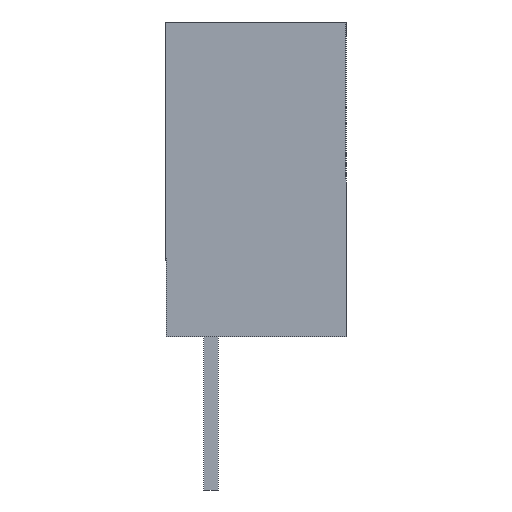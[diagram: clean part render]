
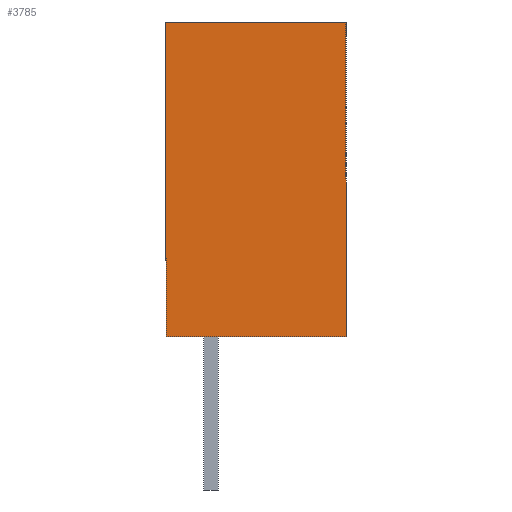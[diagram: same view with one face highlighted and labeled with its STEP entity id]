
A CAD part, left-side view. The second image highlights one B-rep face of the part: STEP entity #3785.
In plain terms, the highlighted planar face has unit normal (-1, 0, 0).
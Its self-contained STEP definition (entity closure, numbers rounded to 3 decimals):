
#662 = VERTEX_POINT('',#663);
#663 = CARTESIAN_POINT('',(-20.574,8.89,2.54));
#669 = EDGE_CURVE('',#662,#670,#672,.T.);
#670 = VERTEX_POINT('',#671);
#671 = CARTESIAN_POINT('',(-20.574,0.,2.54));
#672 = LINE('',#673,#674);
#673 = CARTESIAN_POINT('',(-20.574,8.89,2.54));
#674 = VECTOR('',#675,1.);
#675 = DIRECTION('',(0.,-1.,0.));
#710 = VERTEX_POINT('',#711);
#711 = CARTESIAN_POINT('',(-20.574,0.,-2.54));
#717 = EDGE_CURVE('',#718,#710,#720,.T.);
#718 = VERTEX_POINT('',#719);
#719 = CARTESIAN_POINT('',(-20.574,8.89,-2.54));
#720 = LINE('',#721,#722);
#721 = CARTESIAN_POINT('',(-20.574,8.89,-2.54));
#722 = VECTOR('',#723,1.);
#723 = DIRECTION('',(0.,-1.,0.));
#834 = EDGE_CURVE('',#710,#670,#835,.T.);
#835 = LINE('',#836,#837);
#836 = CARTESIAN_POINT('',(-20.574,0.,-2.54));
#837 = VECTOR('',#838,1.);
#838 = DIRECTION('',(0.,0.,1.));
#3207 = EDGE_CURVE('',#718,#662,#3208,.T.);
#3208 = LINE('',#3209,#3210);
#3209 = CARTESIAN_POINT('',(-20.574,8.89,-2.54));
#3210 = VECTOR('',#3211,1.);
#3211 = DIRECTION('',(0.,0.,1.));
#3785 = ADVANCED_FACE('',(#3786),#3792,.F.);
#3786 = FACE_BOUND('',#3787,.T.);
#3787 = EDGE_LOOP('',(#3788,#3789,#3790,#3791));
#3788 = ORIENTED_EDGE('',*,*,#834,.T.);
#3789 = ORIENTED_EDGE('',*,*,#669,.F.);
#3790 = ORIENTED_EDGE('',*,*,#3207,.F.);
#3791 = ORIENTED_EDGE('',*,*,#717,.T.);
#3792 = PLANE('',#3793);
#3793 = AXIS2_PLACEMENT_3D('',#3794,#3795,#3796);
#3794 = CARTESIAN_POINT('',(-20.574,8.89,-2.54));
#3795 = DIRECTION('',(1.,0.,0.));
#3796 = DIRECTION('',(0.,0.,-1.));
